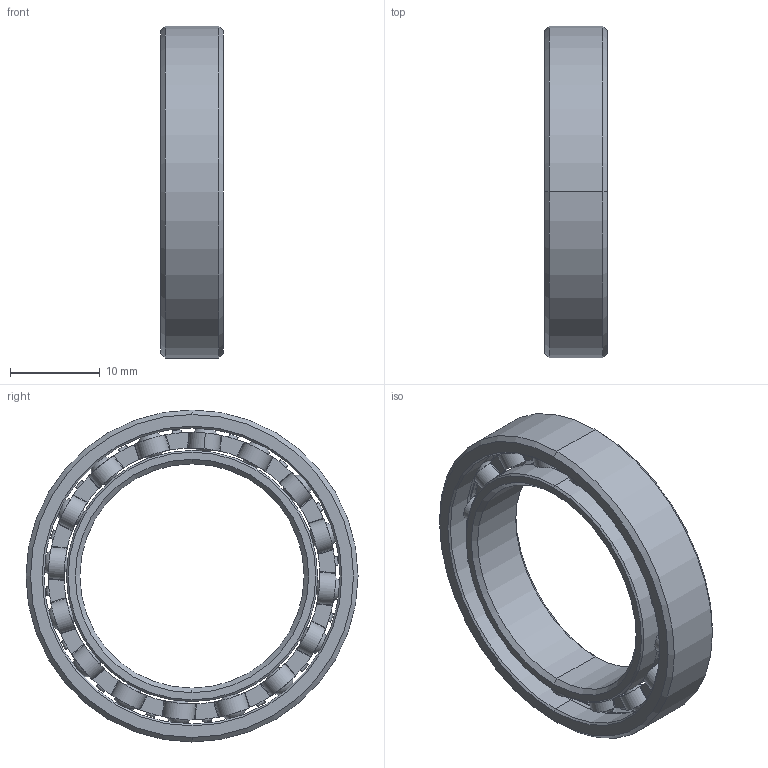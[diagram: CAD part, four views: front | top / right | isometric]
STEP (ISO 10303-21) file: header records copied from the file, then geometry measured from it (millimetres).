
FILE_DESCRIPTION (( 'STEP AP214' ), '1' );
FILE_NAME ('Bearing 6805.STEP', '2023-03-23T06:27:41', ( '' ), ( '' ), 'SwSTEP 2.0', 'SolidWorks 2019', '' );
FILE_SCHEMA (( 'AUTOMOTIVE_DESIGN' ));
Length unit declared in the file: millimetre
Products named in the file (6): Ball 3 mm; Ring 1; Bearing 6805; Sep 2; Ring 2; Sep 1
Assembly tree (20 placements, depth 2):
  Bearing 6805
    Ring 2
    Ring 1
    Sep 2
    Ball 3 mm  x16
    Sep 1
Bounding box: 7 x 37 x 37 mm (x, y, z)
Volume: 2617.6 mm3; surface area: 4697.6 mm2
Topology: 20 solids, 20 shells, 525 faces, 1549 edges, 1028 vertices
Faces by surface type: cylinder 337, plane 132, sphere 32, cone 16, torus 8
Entity records: 21465 total; most frequent: CARTESIAN_POINT 8433, ORIENTED_EDGE 2878, DIRECTION 2493, EDGE_CURVE 1439, VERTEX_POINT 950, AXIS2_PLACEMENT_3D 942, LINE 609, VECTOR 609
